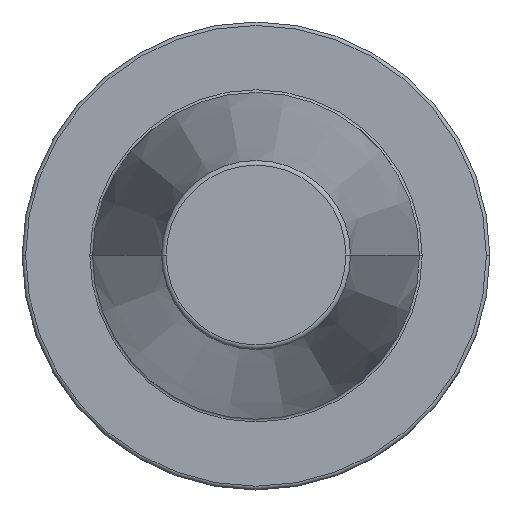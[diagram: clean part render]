
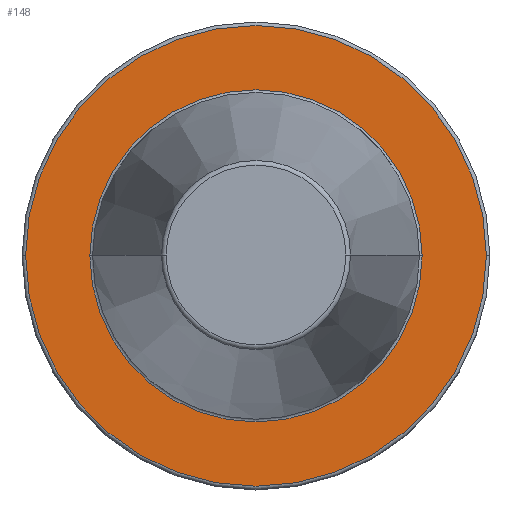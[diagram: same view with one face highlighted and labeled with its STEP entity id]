
A CAD part, top view. The second image highlights one B-rep face of the part: STEP entity #148.
In plain terms, the highlighted planar face has unit normal (0, 0, 1).
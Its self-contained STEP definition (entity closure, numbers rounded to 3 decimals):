
#41=FACE_BOUND('',#251,.T.);
#42=FACE_BOUND('',#252,.T.);
#48=PLANE('',#760);
#148=ADVANCED_FACE('',(#41,#42),#48,.F.);
#251=EDGE_LOOP('',(#391,#392));
#252=EDGE_LOOP('',(#393,#394));
#391=ORIENTED_EDGE('',*,*,#564,.T.);
#392=ORIENTED_EDGE('',*,*,#487,.T.);
#393=ORIENTED_EDGE('',*,*,#565,.T.);
#394=ORIENTED_EDGE('',*,*,#516,.T.);
#439=VERTEX_POINT('',#1037);
#440=VERTEX_POINT('',#1038);
#461=VERTEX_POINT('',#1096);
#462=VERTEX_POINT('',#1097);
#487=EDGE_CURVE('',#439,#440,#573,.T.);
#516=EDGE_CURVE('',#461,#462,#594,.T.);
#564=EDGE_CURVE('',#440,#439,#628,.T.);
#565=EDGE_CURVE('',#462,#461,#629,.T.);
#573=CIRCLE('',#671,49.229);
#594=CIRCLE('',#700,35.5);
#628=CIRCLE('',#758,49.229);
#629=CIRCLE('',#759,35.5);
#671=AXIS2_PLACEMENT_3D('',#1036,#792,#793);
#700=AXIS2_PLACEMENT_3D('',#1095,#858,#859);
#758=AXIS2_PLACEMENT_3D('',#1189,#988,#989);
#759=AXIS2_PLACEMENT_3D('',#1190,#990,#991);
#760=AXIS2_PLACEMENT_3D('',#1191,#992,#993);
#792=DIRECTION('',(0.,0.,1.));
#793=DIRECTION('',(-1.,0.,0.));
#858=DIRECTION('',(0.,0.,-1.));
#859=DIRECTION('',(-1.,0.,0.));
#988=DIRECTION('',(0.,0.,1.));
#989=DIRECTION('',(-1.,0.,0.));
#990=DIRECTION('',(0.,0.,-1.));
#991=DIRECTION('',(-1.,0.,0.));
#992=DIRECTION('',(0.,0.,-1.));
#993=DIRECTION('',(1.,0.,0.));
#1036=CARTESIAN_POINT('',(0.,0.,-3.));
#1037=CARTESIAN_POINT('',(49.229,0.,-3.));
#1038=CARTESIAN_POINT('',(-49.229,0.,-3.));
#1095=CARTESIAN_POINT('',(0.,0.,-3.));
#1096=CARTESIAN_POINT('',(35.5,0.,-3.));
#1097=CARTESIAN_POINT('',(-35.5,0.,-3.));
#1189=CARTESIAN_POINT('',(0.,0.,-3.));
#1190=CARTESIAN_POINT('',(0.,0.,-3.));
#1191=CARTESIAN_POINT('',(0.,35.5,-3.));
